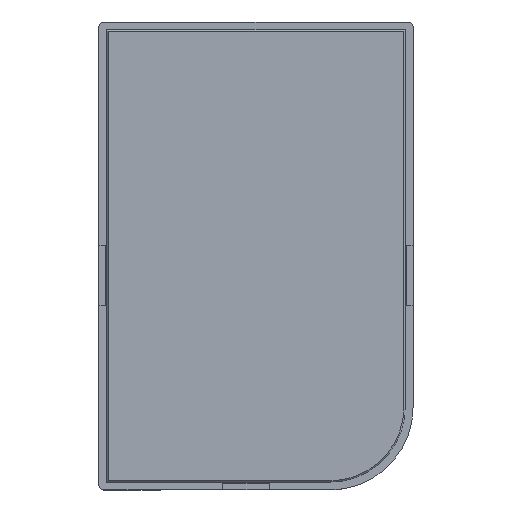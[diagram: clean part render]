
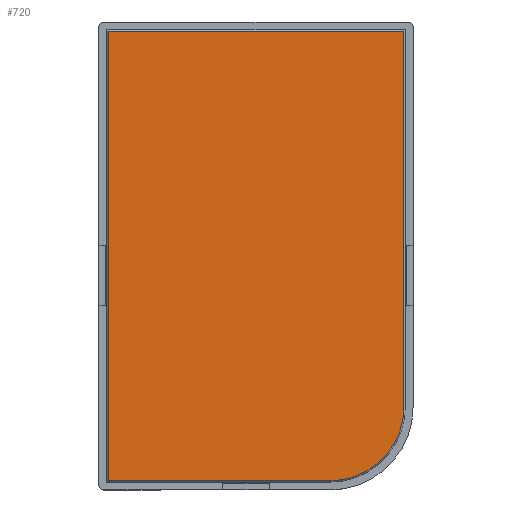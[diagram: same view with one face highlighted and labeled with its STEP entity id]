
A CAD part, top view. The second image highlights one B-rep face of the part: STEP entity #720.
In plain terms, the highlighted planar face has unit normal (0, 0, 1).
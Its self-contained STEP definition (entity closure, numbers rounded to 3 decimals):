
#40=PLANE('',#793);
#83=FACE_OUTER_BOUND('',#124,.T.);
#124=EDGE_LOOP('',(#630,#631,#632,#633,#634));
#187=LINE('',#1180,#265);
#193=LINE('',#1193,#271);
#196=LINE('',#1202,#274);
#199=LINE('',#1206,#277);
#265=VECTOR('',#945,10.);
#271=VECTOR('',#953,10.);
#274=VECTOR('',#964,10.);
#277=VECTOR('',#969,10.);
#305=CIRCLE('',#785,22.25);
#358=VERTEX_POINT('',#1178);
#359=VERTEX_POINT('',#1179);
#364=VERTEX_POINT('',#1190);
#365=VERTEX_POINT('',#1192);
#367=VERTEX_POINT('',#1197);
#447=EDGE_CURVE('',#358,#359,#187,.T.);
#453=EDGE_CURVE('',#364,#365,#193,.T.);
#456=EDGE_CURVE('',#367,#364,#305,.T.);
#458=EDGE_CURVE('',#359,#367,#196,.T.);
#461=EDGE_CURVE('',#365,#358,#199,.T.);
#630=ORIENTED_EDGE('',*,*,#453,.F.);
#631=ORIENTED_EDGE('',*,*,#456,.F.);
#632=ORIENTED_EDGE('',*,*,#458,.F.);
#633=ORIENTED_EDGE('',*,*,#447,.F.);
#634=ORIENTED_EDGE('',*,*,#461,.F.);
#720=ADVANCED_FACE('',(#83),#40,.F.);
#785=AXIS2_PLACEMENT_3D('',#1199,#958,#959);
#793=AXIS2_PLACEMENT_3D('',#1221,#984,#985);
#945=DIRECTION('',(1.,0.,0.));
#953=DIRECTION('',(-1.,0.,0.));
#958=DIRECTION('center_axis',(0.,0.,-1.));
#959=DIRECTION('ref_axis',(1.,0.,0.));
#964=DIRECTION('',(0.,-1.,0.));
#969=DIRECTION('',(0.,1.,0.));
#984=DIRECTION('center_axis',(0.,0.,-1.));
#985=DIRECTION('ref_axis',(1.,0.,0.));
#1178=CARTESIAN_POINT('',(-89.396,147.396,2.));
#1179=CARTESIAN_POINT('',(-0.604,147.396,2.));
#1180=CARTESIAN_POINT('',(-22.602,147.396,2.));
#1190=CARTESIAN_POINT('',(-22.854,12.512,2.));
#1192=CARTESIAN_POINT('',(-89.396,12.512,2.));
#1193=CARTESIAN_POINT('',(-67.398,12.512,2.));
#1197=CARTESIAN_POINT('',(-0.604,34.762,2.));
#1199=CARTESIAN_POINT('Origin',(-22.854,34.762,2.));
#1202=CARTESIAN_POINT('',(-0.604,57.358,2.));
#1206=CARTESIAN_POINT('',(-89.396,113.875,2.));
#1221=CARTESIAN_POINT('Origin',(-45.,79.954,2.));
